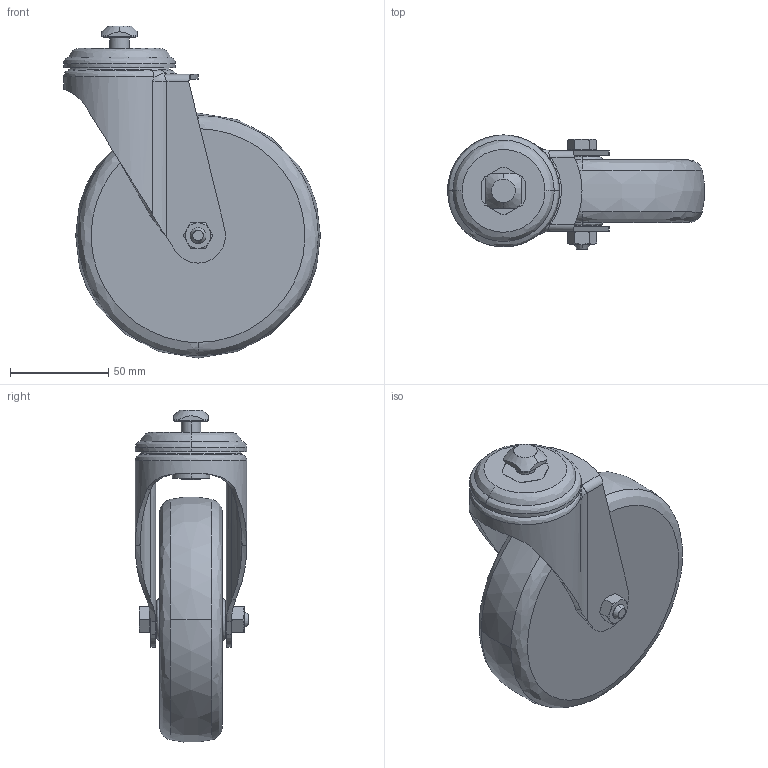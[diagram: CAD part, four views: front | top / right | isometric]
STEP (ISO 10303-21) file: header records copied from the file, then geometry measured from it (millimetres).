
FILE_DESCRIPTION (( 'STEP AP203' ), '1' );
FILE_NAME ('3_842_541_236_Bosch.step', '2024-06-10T08:49:03', ( '' ), ( '' ), 'SwSTEP 2.0', 'SolidWorks 2014', '' );
FILE_SCHEMA (( 'CONFIG_CONTROL_DESIGN' ));
Length unit declared in the file: millimetre
Products named in the file (1): 3_842_541_236_Bosch
Bounding box: 130.86 x 58 x 169.16 mm (x, y, z)
Volume: 444488.9 mm3; surface area: 63289.7 mm2
Topology: 1 solids, 1 shells, 203 faces, 496 edges, 307 vertices
Faces by surface type: plane 61, bspline 60, cone 46, cylinder 36
Entity records: 25078 total; most frequent: CARTESIAN_POINT 20979, ORIENTED_EDGE 986, DIRECTION 587, EDGE_CURVE 493, VERTEX_POINT 307, B_SPLINE_CURVE_WITH_KNOTS 263, AXIS2_PLACEMENT_3D 230, EDGE_LOOP 220
